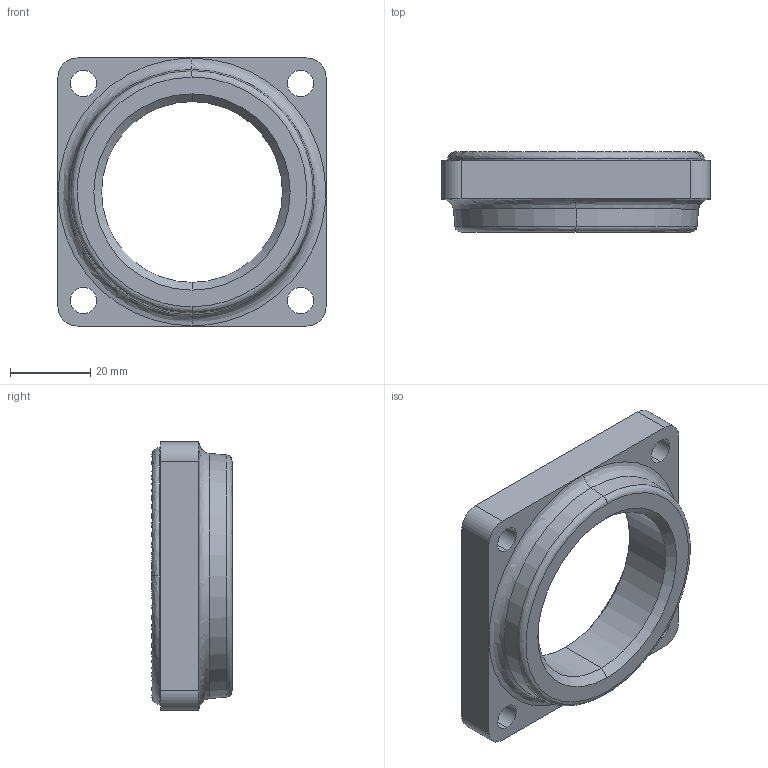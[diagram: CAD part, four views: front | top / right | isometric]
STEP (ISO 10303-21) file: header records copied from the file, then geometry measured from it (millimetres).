
FILE_DESCRIPTION (( 'STEP AP203' ), '1' );
FILE_NAME ('EC-3121-K.step', '2024-08-21T11:25:17', ( '' ), ( '' ), 'SwSTEP 2.0', 'SolidWorks 2023', '' );
FILE_SCHEMA (( 'CONFIG_CONTROL_DESIGN' ));
Length unit declared in the file: inch
Products named in the file (1): EC-3121-K
Bounding box: 66.65 x 19.91 x 66.65 mm (x, y, z)
Volume: 35059.1 mm3; surface area: 14874.8 mm2
Topology: 2 solids, 2 shells, 42 faces, 100 edges, 64 vertices
Faces by surface type: cylinder 20, plane 10, bspline 8, cone 4
Entity records: 2004 total; most frequent: CARTESIAN_POINT 916, DIRECTION 222, ORIENTED_EDGE 200, EDGE_CURVE 100, AXIS2_PLACEMENT_3D 93, VERTEX_POINT 64, CIRCLE 58, EDGE_LOOP 56
